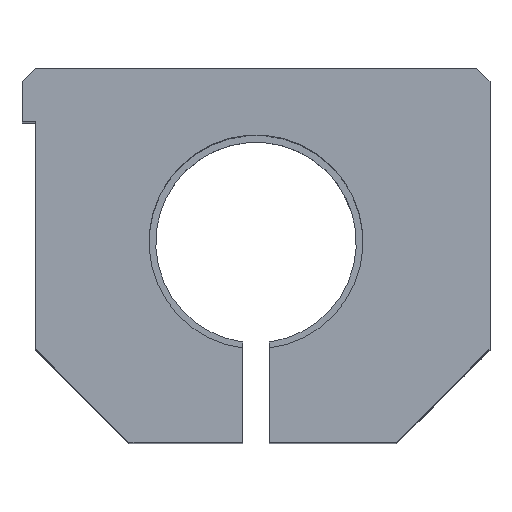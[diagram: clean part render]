
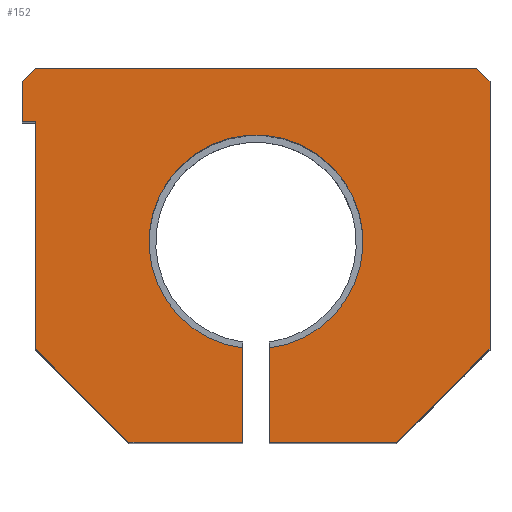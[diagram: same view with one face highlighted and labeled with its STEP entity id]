
A CAD part, top view. The second image highlights one B-rep face of the part: STEP entity #152.
In plain terms, the highlighted planar face has unit normal (0, 0, 1).
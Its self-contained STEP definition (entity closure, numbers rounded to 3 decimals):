
#152 = ADVANCED_FACE( '', ( #354 ), #355, .T. );
#354 = FACE_OUTER_BOUND( '', #615, .T. );
#355 = PLANE( '', #616 );
#615 = EDGE_LOOP( '', ( #1025, #1026, #1027, #1028, #1029, #1030, #1031, #1032, #1033, #1034, #1035, #1036, #1037, #1038 ) );
#616 = AXIS2_PLACEMENT_3D( '', #1039, #1040, #1041 );
#1025 = ORIENTED_EDGE( '', *, *, #1548, .F. );
#1026 = ORIENTED_EDGE( '', *, *, #1549, .T. );
#1027 = ORIENTED_EDGE( '', *, *, #1550, .T. );
#1028 = ORIENTED_EDGE( '', *, *, #1536, .T. );
#1029 = ORIENTED_EDGE( '', *, *, #1446, .T. );
#1030 = ORIENTED_EDGE( '', *, *, #1551, .T. );
#1031 = ORIENTED_EDGE( '', *, *, #1552, .T. );
#1032 = ORIENTED_EDGE( '', *, *, #1553, .T. );
#1033 = ORIENTED_EDGE( '', *, *, #1554, .T. );
#1034 = ORIENTED_EDGE( '', *, *, #1483, .T. );
#1035 = ORIENTED_EDGE( '', *, *, #1555, .T. );
#1036 = ORIENTED_EDGE( '', *, *, #1556, .T. );
#1037 = ORIENTED_EDGE( '', *, *, #1431, .T. );
#1038 = ORIENTED_EDGE( '', *, *, #1506, .T. );
#1039 = CARTESIAN_POINT( '', ( 0., 0., 62. ) );
#1040 = DIRECTION( '', ( 0., 0., 1. ) );
#1041 = DIRECTION( '', ( 1., 0., 0. ) );
#1431 = EDGE_CURVE( '', #1669, #1698, #1700, .T. );
#1446 = EDGE_CURVE( '', #1726, #1724, #1727, .T. );
#1483 = EDGE_CURVE( '', #1784, #1782, #1785, .T. );
#1506 = EDGE_CURVE( '', #1698, #1821, #1824, .T. );
#1536 = EDGE_CURVE( '', #1868, #1726, #1869, .T. );
#1548 = EDGE_CURVE( '', #1886, #1821, #1887, .T. );
#1549 = EDGE_CURVE( '', #1886, #1888, #1889, .T. );
#1550 = EDGE_CURVE( '', #1888, #1868, #1890, .T. );
#1551 = EDGE_CURVE( '', #1724, #1891, #1892, .T. );
#1552 = EDGE_CURVE( '', #1891, #1893, #1894, .T. );
#1553 = EDGE_CURVE( '', #1893, #1895, #1896, .T. );
#1554 = EDGE_CURVE( '', #1895, #1784, #1897, .T. );
#1555 = EDGE_CURVE( '', #1782, #1898, #1899, .T. );
#1556 = EDGE_CURVE( '', #1898, #1669, #1900, .T. );
#1669 = VERTEX_POINT( '', #2042 );
#1698 = VERTEX_POINT( '', #2085 );
#1700 = LINE( '', #2088, #2089 );
#1724 = VERTEX_POINT( '', #2118 );
#1726 = VERTEX_POINT( '', #2121 );
#1727 = LINE( '', #2122, #2123 );
#1782 = VERTEX_POINT( '', #2191 );
#1784 = VERTEX_POINT( '', #2194 );
#1785 = LINE( '', #2195, #2196 );
#1821 = VERTEX_POINT( '', #2246 );
#1824 = CIRCLE( '', #2250, 8. );
#1868 = VERTEX_POINT( '', #2303 );
#1869 = LINE( '', #2304, #2305 );
#1886 = VERTEX_POINT( '', #2328 );
#1887 = LINE( '', #2329, #2330 );
#1888 = VERTEX_POINT( '', #2331 );
#1889 = LINE( '', #2332, #2333 );
#1890 = LINE( '', #2334, #2335 );
#1891 = VERTEX_POINT( '', #2336 );
#1892 = LINE( '', #2337, #2338 );
#1893 = VERTEX_POINT( '', #2339 );
#1894 = LINE( '', #2340, #2341 );
#1895 = VERTEX_POINT( '', #2342 );
#1896 = LINE( '', #2343, #2344 );
#1897 = LINE( '', #2345, #2346 );
#1898 = VERTEX_POINT( '', #2347 );
#1899 = LINE( '', #2348, #2349 );
#1900 = LINE( '', #2350, #2351 );
#2042 = CARTESIAN_POINT( '', ( -1., 0., 62. ) );
#2085 = CARTESIAN_POINT( '', ( -1., 7.063, 62. ) );
#2088 = CARTESIAN_POINT( '', ( -1., 0., 62. ) );
#2089 = VECTOR( '', #2571, 1000. );
#2118 = CARTESIAN_POINT( '', ( 16.5, 28., 62. ) );
#2121 = CARTESIAN_POINT( '', ( 17.5, 27., 62. ) );
#2122 = CARTESIAN_POINT( '', ( 17.5, 27., 62. ) );
#2123 = VECTOR( '', #2590, 1000. );
#2191 = CARTESIAN_POINT( '', ( -16.5, 7., 62. ) );
#2194 = CARTESIAN_POINT( '', ( -16.5, 24., 62. ) );
#2195 = CARTESIAN_POINT( '', ( -16.5, 24., 62. ) );
#2196 = VECTOR( '', #2641, 1000. );
#2246 = CARTESIAN_POINT( '', ( 1., 7.063, 62. ) );
#2250 = AXIS2_PLACEMENT_3D( '', #2666, #2667, #2668 );
#2303 = CARTESIAN_POINT( '', ( 17.5, 7., 62. ) );
#2304 = CARTESIAN_POINT( '', ( 17.5, 7., 62. ) );
#2305 = VECTOR( '', #2717, 1000. );
#2328 = CARTESIAN_POINT( '', ( 1., 0., 62. ) );
#2329 = CARTESIAN_POINT( '', ( 1., 0., 62. ) );
#2330 = VECTOR( '', #2730, 1000. );
#2331 = CARTESIAN_POINT( '', ( 10.5, 0., 62. ) );
#2332 = CARTESIAN_POINT( '', ( -9.5, 0., 62. ) );
#2333 = VECTOR( '', #2731, 1000. );
#2334 = CARTESIAN_POINT( '', ( 10.5, 0., 62. ) );
#2335 = VECTOR( '', #2732, 1000. );
#2336 = CARTESIAN_POINT( '', ( -16.5, 28., 62. ) );
#2337 = CARTESIAN_POINT( '', ( 16.5, 28., 62. ) );
#2338 = VECTOR( '', #2733, 1000. );
#2339 = CARTESIAN_POINT( '', ( -17.5, 27., 62. ) );
#2340 = CARTESIAN_POINT( '', ( -16.5, 28., 62. ) );
#2341 = VECTOR( '', #2734, 1000. );
#2342 = CARTESIAN_POINT( '', ( -17.5, 24., 62. ) );
#2343 = CARTESIAN_POINT( '', ( -17.5, 27., 62. ) );
#2344 = VECTOR( '', #2735, 1000. );
#2345 = CARTESIAN_POINT( '', ( -17.5, 24., 62. ) );
#2346 = VECTOR( '', #2736, 1000. );
#2347 = CARTESIAN_POINT( '', ( -9.5, 0., 62. ) );
#2348 = CARTESIAN_POINT( '', ( -16.5, 7., 62. ) );
#2349 = VECTOR( '', #2737, 1000. );
#2350 = CARTESIAN_POINT( '', ( -9.5, 0., 62. ) );
#2351 = VECTOR( '', #2738, 1000. );
#2571 = DIRECTION( '', ( 0., 1., 0. ) );
#2590 = DIRECTION( '', ( -0.707, 0.707, 0. ) );
#2641 = DIRECTION( '', ( 0., -1., 0. ) );
#2666 = CARTESIAN_POINT( '', ( 0., 15., 62. ) );
#2667 = DIRECTION( '', ( 0., 0., -1. ) );
#2668 = DIRECTION( '', ( -1., 0., 0. ) );
#2717 = DIRECTION( '', ( 0., 1., 0. ) );
#2730 = DIRECTION( '', ( 0., 1., 0. ) );
#2731 = DIRECTION( '', ( 1., 0., 0. ) );
#2732 = DIRECTION( '', ( 0.707, 0.707, 0. ) );
#2733 = DIRECTION( '', ( -1., 0., 0. ) );
#2734 = DIRECTION( '', ( -0.707, -0.707, 0. ) );
#2735 = DIRECTION( '', ( 0., -1., 0. ) );
#2736 = DIRECTION( '', ( 1., 0., 0. ) );
#2737 = DIRECTION( '', ( 0.707, -0.707, 0. ) );
#2738 = DIRECTION( '', ( 1., 0., 0. ) );
